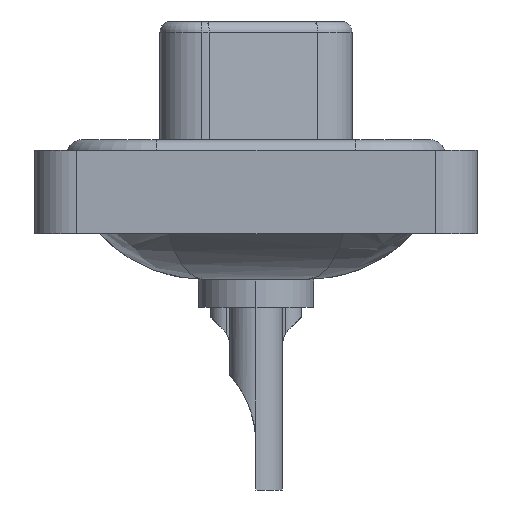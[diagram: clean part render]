
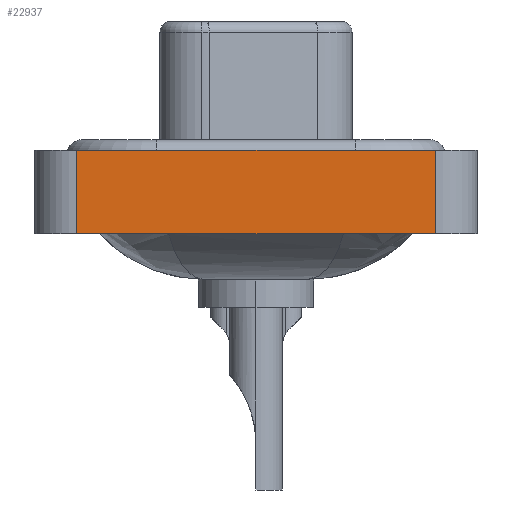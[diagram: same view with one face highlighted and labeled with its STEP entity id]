
A CAD part, left-side view. The second image highlights one B-rep face of the part: STEP entity #22937.
In plain terms, the highlighted planar face has unit normal (-1, 0, 0).
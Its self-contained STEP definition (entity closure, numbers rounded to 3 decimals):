
#279 = ORIENTED_EDGE ( 'NONE', *, *, #6379, .F. ) ;
#355 = ORIENTED_EDGE ( 'NONE', *, *, #12210, .F. ) ;
#966 = LINE ( 'NONE', #20828, #17754 ) ;
#1082 = CARTESIAN_POINT ( 'NONE',  ( -7.35, -8.55, -3.6 ) ) ;
#1263 = LINE ( 'NONE', #3065, #18381 ) ;
#1354 = FACE_OUTER_BOUND ( 'NONE', #17617, .T. ) ;
#3000 = DIRECTION ( 'NONE',  ( 0., 0., 1. ) ) ;
#3065 = CARTESIAN_POINT ( 'NONE',  ( -7.35, -8.55, 0.4 ) ) ;
#3915 = VECTOR ( 'NONE', #23467, 1000. ) ;
#4421 = DIRECTION ( 'NONE',  ( 0., 0., 1. ) ) ;
#5141 = LINE ( 'NONE', #1082, #15069 ) ;
#6379 = EDGE_CURVE ( 'NONE', #12634, #8473, #966, .T. ) ;
#8473 = VERTEX_POINT ( 'NONE', #11822 ) ;
#8478 = CARTESIAN_POINT ( 'NONE',  ( -7.35, 8.55, -3.6 ) ) ;
#9575 = CARTESIAN_POINT ( 'NONE',  ( -7.35, -8.55, 0.4 ) ) ;
#11720 = ORIENTED_EDGE ( 'NONE', *, *, #23351, .T. ) ;
#11822 = CARTESIAN_POINT ( 'NONE',  ( -7.35, 8.55, 0.4 ) ) ;
#11983 = CARTESIAN_POINT ( 'NONE',  ( -7.35, -8.55, -3.6 ) ) ;
#12210 = EDGE_CURVE ( 'NONE', #8473, #18082, #1263, .T. ) ;
#12588 = PLANE ( 'NONE',  #15035 ) ;
#12634 = VERTEX_POINT ( 'NONE', #8478 ) ;
#12924 = EDGE_CURVE ( 'NONE', #12634, #13992, #21574, .T. ) ;
#13992 = VERTEX_POINT ( 'NONE', #11983 ) ;
#15035 = AXIS2_PLACEMENT_3D ( 'NONE', #23004, #19781, #21341 ) ;
#15069 = VECTOR ( 'NONE', #3000, 1000. ) ;
#15756 = DIRECTION ( 'NONE',  ( 0., -1., 0. ) ) ;
#17617 = EDGE_LOOP ( 'NONE', ( #11720, #355, #279, #23579 ) ) ;
#17754 = VECTOR ( 'NONE', #4421, 1000. ) ;
#18082 = VERTEX_POINT ( 'NONE', #9575 ) ;
#18304 = CARTESIAN_POINT ( 'NONE',  ( -7.35, -8.55, -3.6 ) ) ;
#18381 = VECTOR ( 'NONE', #15756, 1000. ) ;
#19781 = DIRECTION ( 'NONE',  ( -1., 0., 0. ) ) ;
#20828 = CARTESIAN_POINT ( 'NONE',  ( -7.35, 8.55, -3.6 ) ) ;
#21341 = DIRECTION ( 'NONE',  ( 0., 0., 1. ) ) ;
#21574 = LINE ( 'NONE', #18304, #3915 ) ;
#22937 = ADVANCED_FACE ( 'NONE', ( #1354 ), #12588, .T. ) ;
#23004 = CARTESIAN_POINT ( 'NONE',  ( -7.35, -8.55, -3.6 ) ) ;
#23351 = EDGE_CURVE ( 'NONE', #13992, #18082, #5141, .T. ) ;
#23467 = DIRECTION ( 'NONE',  ( 0., -1., 0. ) ) ;
#23579 = ORIENTED_EDGE ( 'NONE', *, *, #12924, .T. ) ;
